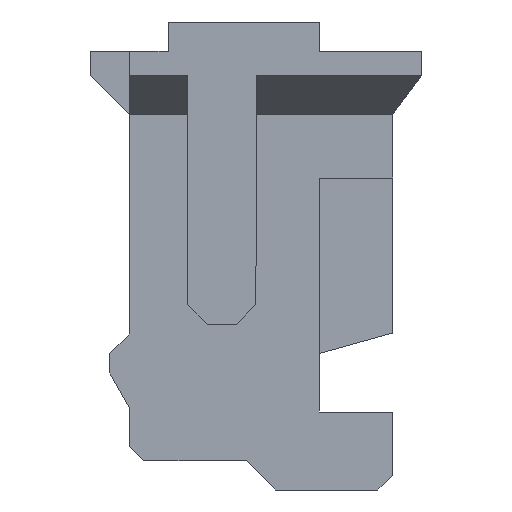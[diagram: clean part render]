
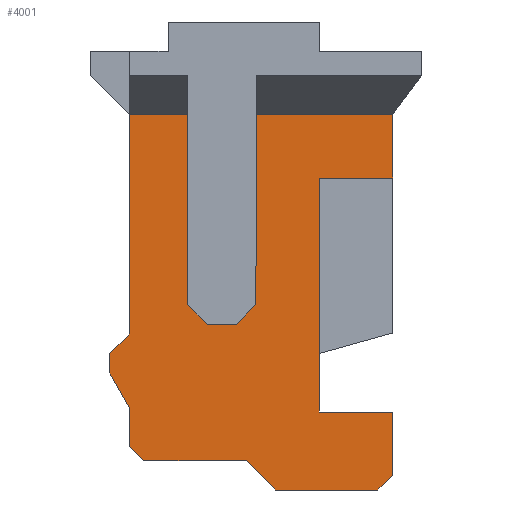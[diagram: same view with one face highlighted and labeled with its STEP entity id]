
A CAD part, left-side view. The second image highlights one B-rep face of the part: STEP entity #4001.
In plain terms, the highlighted planar face has unit normal (-1, 0, 0).
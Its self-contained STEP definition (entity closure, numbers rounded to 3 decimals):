
#464=ORIENTED_EDGE('',*,*,#1570,.T.);
#465=ORIENTED_EDGE('',*,*,#1571,.T.);
#466=ORIENTED_EDGE('',*,*,#1355,.T.);
#467=ORIENTED_EDGE('',*,*,#1572,.F.);
#468=ORIENTED_EDGE('',*,*,#1573,.T.);
#469=ORIENTED_EDGE('',*,*,#1574,.T.);
#470=ORIENTED_EDGE('',*,*,#1310,.T.);
#471=ORIENTED_EDGE('',*,*,#1575,.F.);
#472=ORIENTED_EDGE('',*,*,#1576,.F.);
#473=ORIENTED_EDGE('',*,*,#1577,.F.);
#474=ORIENTED_EDGE('',*,*,#1578,.F.);
#475=ORIENTED_EDGE('',*,*,#1579,.F.);
#476=ORIENTED_EDGE('',*,*,#1580,.F.);
#477=ORIENTED_EDGE('',*,*,#1581,.F.);
#478=ORIENTED_EDGE('',*,*,#1282,.T.);
#479=ORIENTED_EDGE('',*,*,#1582,.T.);
#480=ORIENTED_EDGE('',*,*,#1583,.T.);
#481=ORIENTED_EDGE('',*,*,#1584,.T.);
#482=ORIENTED_EDGE('',*,*,#1278,.T.);
#483=ORIENTED_EDGE('',*,*,#1585,.T.);
#484=ORIENTED_EDGE('',*,*,#1586,.F.);
#485=ORIENTED_EDGE('',*,*,#1587,.F.);
#1278=EDGE_CURVE('',#1857,#1856,#2230,.T.);
#1282=EDGE_CURVE('',#1861,#1860,#2234,.T.);
#1310=EDGE_CURVE('',#1883,#1852,#2261,.T.);
#1355=EDGE_CURVE('',#1921,#1922,#2306,.T.);
#1570=EDGE_CURVE('',#2086,#2087,#2516,.T.);
#1571=EDGE_CURVE('',#2087,#1921,#2517,.T.);
#1572=EDGE_CURVE('',#2088,#1922,#2518,.T.);
#1573=EDGE_CURVE('',#2088,#2089,#2519,.T.);
#1574=EDGE_CURVE('',#2089,#1883,#2520,.T.);
#1575=EDGE_CURVE('',#2090,#1852,#2521,.T.);
#1576=EDGE_CURVE('',#2091,#2090,#2522,.T.);
#1577=EDGE_CURVE('',#2092,#2091,#2523,.T.);
#1578=EDGE_CURVE('',#2093,#2092,#2524,.T.);
#1579=EDGE_CURVE('',#2094,#2093,#2525,.T.);
#1580=EDGE_CURVE('',#2095,#2094,#2526,.T.);
#1581=EDGE_CURVE('',#1861,#2095,#2527,.T.);
#1582=EDGE_CURVE('',#1860,#2096,#2528,.T.);
#1583=EDGE_CURVE('',#2096,#2097,#2529,.T.);
#1584=EDGE_CURVE('',#2097,#1857,#2530,.T.);
#1585=EDGE_CURVE('',#1856,#2098,#2531,.F.);
#1586=EDGE_CURVE('',#2099,#2098,#2532,.T.);
#1587=EDGE_CURVE('',#2086,#2099,#2533,.T.);
#1852=VERTEX_POINT('',#5524);
#1856=VERTEX_POINT('',#5533);
#1857=VERTEX_POINT('',#5535);
#1860=VERTEX_POINT('',#5541);
#1861=VERTEX_POINT('',#5543);
#1883=VERTEX_POINT('',#5595);
#1921=VERTEX_POINT('',#5684);
#1922=VERTEX_POINT('',#5685);
#2086=VERTEX_POINT('',#6108);
#2087=VERTEX_POINT('',#6109);
#2088=VERTEX_POINT('',#6112);
#2089=VERTEX_POINT('',#6114);
#2090=VERTEX_POINT('',#6117);
#2091=VERTEX_POINT('',#6119);
#2092=VERTEX_POINT('',#6121);
#2093=VERTEX_POINT('',#6123);
#2094=VERTEX_POINT('',#6125);
#2095=VERTEX_POINT('',#6127);
#2096=VERTEX_POINT('',#6130);
#2097=VERTEX_POINT('',#6132);
#2098=VERTEX_POINT('',#6135);
#2099=VERTEX_POINT('',#6137);
#2230=LINE('',#5534,#2802);
#2234=LINE('',#5542,#2806);
#2261=LINE('',#5594,#2833);
#2306=LINE('',#5683,#2878);
#2516=LINE('',#6107,#3088);
#2517=LINE('',#6110,#3089);
#2518=LINE('',#6111,#3090);
#2519=LINE('',#6113,#3091);
#2520=LINE('',#6115,#3092);
#2521=LINE('',#6116,#3093);
#2522=LINE('',#6118,#3094);
#2523=LINE('',#6120,#3095);
#2524=LINE('',#6122,#3096);
#2525=LINE('',#6124,#3097);
#2526=LINE('',#6126,#3098);
#2527=LINE('',#6128,#3099);
#2528=LINE('',#6129,#3100);
#2529=LINE('',#6131,#3101);
#2530=LINE('',#6133,#3102);
#2531=LINE('',#6134,#3103);
#2532=LINE('',#6136,#3104);
#2533=LINE('',#6138,#3105);
#2802=VECTOR('',#4468,1000.);
#2806=VECTOR('',#4472,1000.);
#2833=VECTOR('',#4505,1000.);
#2878=VECTOR('',#4562,1000.);
#3088=VECTOR('',#4870,1000.);
#3089=VECTOR('',#4871,1000.);
#3090=VECTOR('',#4872,1000.);
#3091=VECTOR('',#4873,1000.);
#3092=VECTOR('',#4874,1000.);
#3093=VECTOR('',#4875,1000.);
#3094=VECTOR('',#4876,1000.);
#3095=VECTOR('',#4877,1000.);
#3096=VECTOR('',#4878,1000.);
#3097=VECTOR('',#4879,1000.);
#3098=VECTOR('',#4880,1000.);
#3099=VECTOR('',#4881,1000.);
#3100=VECTOR('',#4882,1000.);
#3101=VECTOR('',#4883,1000.);
#3102=VECTOR('',#4884,1000.);
#3103=VECTOR('',#4885,1000.);
#3104=VECTOR('',#4886,1000.);
#3105=VECTOR('',#4887,1000.);
#3365=EDGE_LOOP('',(#464,#465,#466,#467,#468,#469,#470,#471,#472,#473,#474,
#475,#476,#477,#478,#479,#480,#481,#482,#483,#484,#485));
#3583=FACE_BOUND('',#3365,.T.);
#3801=PLANE('',#4228);
#4001=ADVANCED_FACE('',(#3583),#3801,.F.);
#4228=AXIS2_PLACEMENT_3D('',#6106,#4868,#4869);
#4468=DIRECTION('',(0.,0.,-1.));
#4472=DIRECTION('',(0.,0.,-1.));
#4505=DIRECTION('',(0.,0.,1.));
#4562=DIRECTION('',(0.,0.,1.));
#4868=DIRECTION('',(1.,0.,0.));
#4869=DIRECTION('',(0.,0.,-1.));
#4870=DIRECTION('',(0.,-1.,0.));
#4871=DIRECTION('',(0.,-0.707,0.707));
#4872=DIRECTION('',(0.,-1.,0.));
#4873=DIRECTION('',(0.,0.,1.));
#4874=DIRECTION('',(0.,-1.,0.));
#4875=DIRECTION('',(0.,-1.,0.));
#4876=DIRECTION('',(0.,0.,1.));
#4877=DIRECTION('',(0.,-0.707,0.707));
#4878=DIRECTION('',(0.,-1.,0.));
#4879=DIRECTION('',(0.,-0.707,-0.707));
#4880=DIRECTION('',(0.,0.,-1.));
#4881=DIRECTION('',(0.,-1.,0.));
#4882=DIRECTION('',(0.,0.707,-0.707));
#4883=DIRECTION('',(0.,0.,-1.));
#4884=DIRECTION('',(0.,-0.496,-0.868));
#4885=DIRECTION('',(0.,0.707,0.707));
#4886=DIRECTION('',(0.,1.,0.));
#4887=DIRECTION('',(0.,0.707,0.707));
#5524=CARTESIAN_POINT('',(-4.65,-1.2,1.45));
#5533=CARTESIAN_POINT('',(-4.65,1.5,-1.95));
#5534=CARTESIAN_POINT('',(-4.65,1.5,2.4));
#5535=CARTESIAN_POINT('',(-4.65,1.5,-1.55));
#5541=CARTESIAN_POINT('',(-4.65,1.5,-0.8));
#5542=CARTESIAN_POINT('',(-4.65,1.5,2.4));
#5543=CARTESIAN_POINT('',(-4.65,1.5,1.45));
#5594=CARTESIAN_POINT('',(-4.65,-1.2,-2.4));
#5595=CARTESIAN_POINT('',(-4.65,-1.2,0.8));
#5683=CARTESIAN_POINT('',(-4.65,-1.2,-2.4));
#5684=CARTESIAN_POINT('',(-4.65,-1.2,-2.25));
#5685=CARTESIAN_POINT('',(-4.65,-1.2,-1.6));
#6106=CARTESIAN_POINT('',(-4.65,10.48,-2.4));
#6107=CARTESIAN_POINT('',(-4.65,10.48,-2.4));
#6108=CARTESIAN_POINT('',(-4.65,0.,-2.4));
#6109=CARTESIAN_POINT('',(-4.65,-1.05,-2.4));
#6110=CARTESIAN_POINT('',(-4.65,-1.05,-2.4));
#6111=CARTESIAN_POINT('',(-4.65,-0.45,-1.6));
#6112=CARTESIAN_POINT('',(-4.65,-0.45,-1.6));
#6113=CARTESIAN_POINT('',(-4.65,-0.45,0.8));
#6114=CARTESIAN_POINT('',(-4.65,-0.45,0.8));
#6115=CARTESIAN_POINT('',(-4.65,-0.45,0.8));
#6116=CARTESIAN_POINT('',(-4.65,10.48,1.45));
#6117=CARTESIAN_POINT('',(-4.65,0.2,1.45));
#6118=CARTESIAN_POINT('',(-4.65,0.2,-2.4));
#6119=CARTESIAN_POINT('',(-4.65,0.2,-0.5));
#6120=CARTESIAN_POINT('',(-4.65,6.29,-6.59));
#6121=CARTESIAN_POINT('',(-4.65,0.4,-0.7));
#6122=CARTESIAN_POINT('',(-4.65,10.48,-0.7));
#6123=CARTESIAN_POINT('',(-4.65,0.7,-0.7));
#6124=CARTESIAN_POINT('',(-4.65,4.74,3.34));
#6125=CARTESIAN_POINT('',(-4.65,0.9,-0.5));
#6126=CARTESIAN_POINT('',(-4.65,0.9,-2.4));
#6127=CARTESIAN_POINT('',(-4.65,0.9,1.45));
#6128=CARTESIAN_POINT('',(-4.65,10.48,1.45));
#6129=CARTESIAN_POINT('',(-4.65,1.5,-0.8));
#6130=CARTESIAN_POINT('',(-4.65,1.7,-1.));
#6131=CARTESIAN_POINT('',(-4.65,1.7,-0.8));
#6132=CARTESIAN_POINT('',(-4.65,1.7,-1.2));
#6133=CARTESIAN_POINT('',(-4.65,1.5,-1.55));
#6134=CARTESIAN_POINT('',(-4.65,1.35,-2.1));
#6135=CARTESIAN_POINT('',(-4.65,1.35,-2.1));
#6136=CARTESIAN_POINT('',(-4.65,10.48,-2.1));
#6137=CARTESIAN_POINT('',(-4.65,0.3,-2.1));
#6138=CARTESIAN_POINT('',(-4.65,5.24,2.84));
